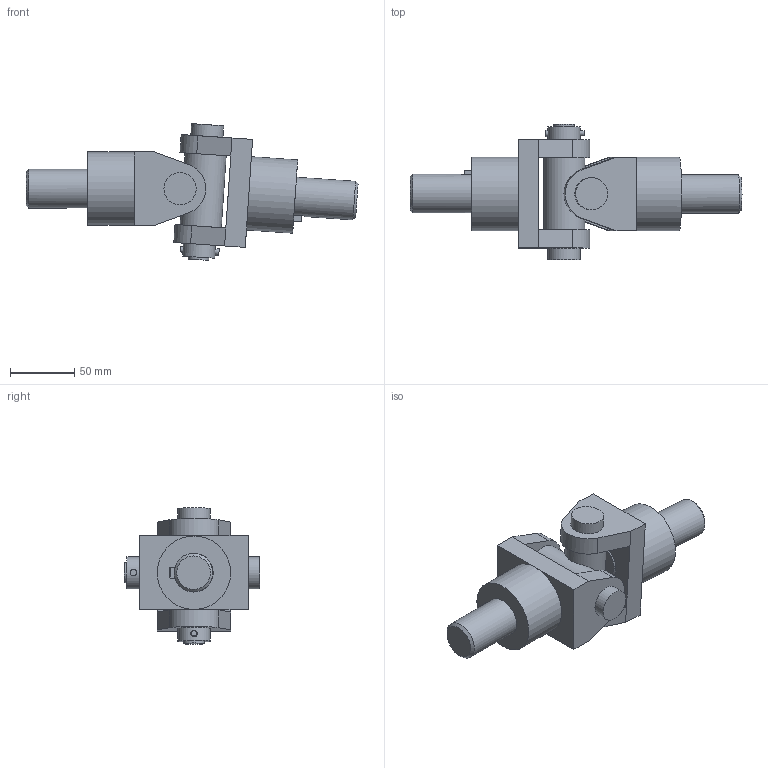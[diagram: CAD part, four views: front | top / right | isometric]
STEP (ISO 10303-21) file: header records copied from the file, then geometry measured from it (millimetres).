
FILE_DESCRIPTION(/* description */ (''),/* implementation_level */ '2;1');
FILE_NAME(/* name */ 'Universal Coupling v3.step',/* time_stamp */ '2022-05-28T15:14:04+05:30',/* author */ (''),/* organization */ (''),/* preprocessor_version */ 'ST-DEVELOPER v19',/* originating_system */ 'Autodesk Translation Framework v11.7.0.108',/* authorisation */ '');
FILE_SCHEMA (('AUTOMOTIVE_DESIGN { 1 0 10303 214 3 1 1 }'));
Length unit declared in the file: millimetre
Products named in the file (14): Universal Coupling; Fork; Central Block; Bolt; Shaft; Pin; Collar; Fork 2; Bolt 2; Collar 2; Pin 2; Key; Shaft 2; Component13
Assembly tree (14 placements, depth 2):
  Universal Coupling
    Fork
    Central Block
    Bolt
    Shaft
    Key  x2
    Pin
    Collar
    Fork 2
    Bolt 2
    Collar 2
    Pin 2
    Shaft 2
    Component13
Bounding box: 257.73 x 105 x 106.15 mm (x, y, z)
Volume: 595684.6 mm3; surface area: 126169.5 mm2
Topology: 13 solids, 13 shells, 114 faces, 267 edges, 176 vertices
Faces by surface type: plane 76, cylinder 32, cone 6
Full cylindrical faces by diameter (mm): 3 x2, 5 x4, 16 x10, 25 x4, 30 x2, 32 x2, 57 x2
Entity records: 4033 total; most frequent: CARTESIAN_POINT 1065, DIRECTION 557, ORIENTED_EDGE 510, EDGE_CURVE 255, AXIS2_PLACEMENT_3D 204, VERTEX_POINT 168, LINE 149, VECTOR 149
